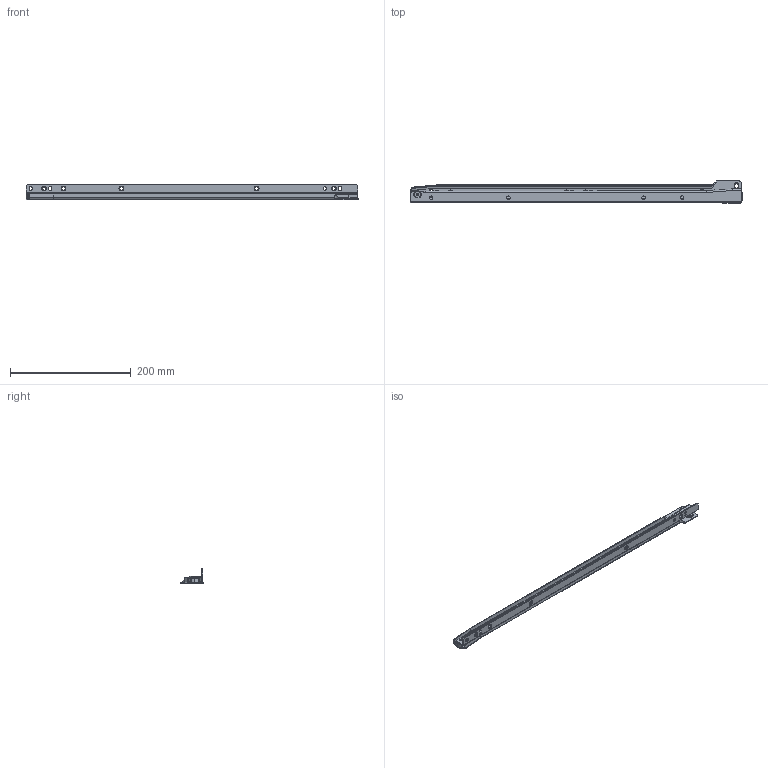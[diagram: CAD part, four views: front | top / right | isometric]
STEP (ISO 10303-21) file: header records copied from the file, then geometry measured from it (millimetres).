
FILE_DESCRIPTION (( 'STEP AP214' ), '1' );
FILE_NAME ('FR_2021.0550mm_22inch_closed_right.STEP', '2022-11-15T07:48:38', ( '' ), ( '' ), 'SwSTEP 2.0', 'SolidWorks 2020', '' );
FILE_SCHEMA (( 'AUTOMOTIVE_DESIGN' ));
Length unit declared in the file: millimetre
Products named in the file (5): 2021.550-01.W007.re_Topf Standard; FR_2021.0550mm_22inch_closed_right; 2021.XXX-03.W152_NL 550 re of; 2021.XXX-03.W152.re_NL 550; 2021.550-01.W007.re_NL 550
Assembly tree (4 placements, depth 3):
  FR_2021.0550mm_22inch_closed_right
    2021.550-01.W007.re_NL 550
      2021.550-01.W007.re_Topf Standard
    2021.XXX-03.W152.re_NL 550
      2021.XXX-03.W152_NL 550 re of
Bounding box: 550 x 36.65 x 25.5 mm (x, y, z)
Volume: 54148.6 mm3; surface area: 87929.8 mm2
Topology: 2 solids, 2 shells, 844 faces, 2037 edges, 1306 vertices
Faces by surface type: cylinder 391, plane 338, cone 53, bspline 39, torus 15, sphere 8
Entity records: 28668 total; most frequent: CARTESIAN_POINT 6842, DIRECTION 4343, ORIENTED_EDGE 4056, EDGE_CURVE 2028, AXIS2_PLACEMENT_3D 1635, VERTEX_POINT 1302, LINE 1073, VECTOR 1073
